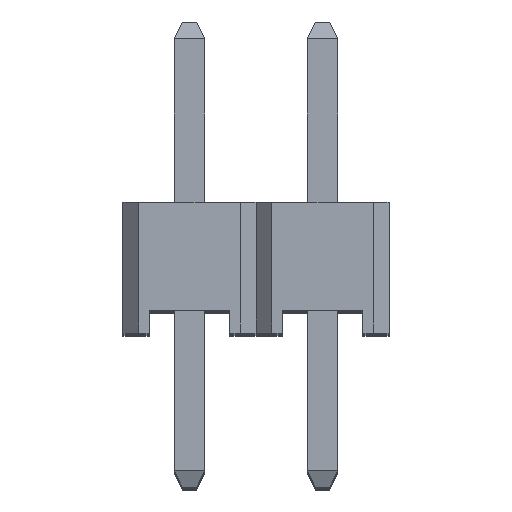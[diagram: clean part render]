
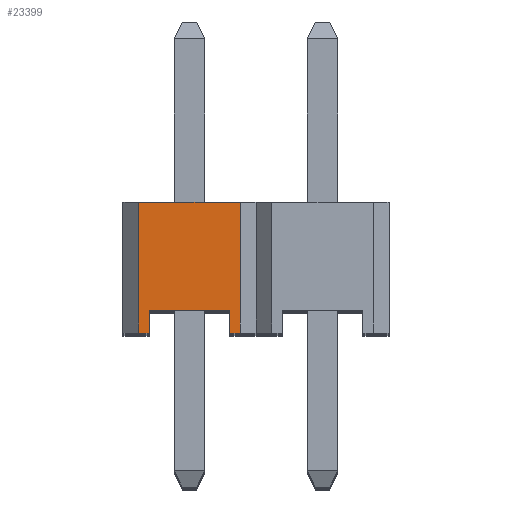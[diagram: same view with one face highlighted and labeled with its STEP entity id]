
A CAD part, top view. The second image highlights one B-rep face of the part: STEP entity #23399.
In plain terms, the highlighted planar face has unit normal (0, 0, 1).
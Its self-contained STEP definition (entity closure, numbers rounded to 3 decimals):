
#637 = CARTESIAN_POINT ( 'NONE',  ( 2.04, 0., 30.48 ) ) ;
#864 = ORIENTED_EDGE ( 'NONE', *, *, #8319, .T. ) ;
#1036 = DIRECTION ( 'NONE',  ( 0., -1., 0. ) ) ;
#2217 = EDGE_CURVE ( 'NONE', #10988, #5803, #16390, .T. ) ;
#2797 = DIRECTION ( 'NONE',  ( 1., 0., 0. ) ) ;
#3563 = EDGE_CURVE ( 'NONE', #5803, #18565, #27507, .T. ) ;
#4112 = CARTESIAN_POINT ( 'NONE',  ( 0.3, 2.5, 30.48 ) ) ;
#4290 = CARTESIAN_POINT ( 'NONE',  ( 0.3, 2.5, 30.48 ) ) ;
#4482 = CARTESIAN_POINT ( 'NONE',  ( 0.5, 0.44, 30.48 ) ) ;
#4704 = VECTOR ( 'NONE', #30567, 1000. ) ;
#5403 = PLANE ( 'NONE',  #27493 ) ;
#5803 = VERTEX_POINT ( 'NONE', #24662 ) ;
#5861 = CARTESIAN_POINT ( 'NONE',  ( 0.5, 0.44, 30.48 ) ) ;
#6761 = EDGE_CURVE ( 'NONE', #29107, #33661, #24729, .T. ) ;
#7652 = CARTESIAN_POINT ( 'NONE',  ( 0.3, 2.5, 30.48 ) ) ;
#8319 = EDGE_CURVE ( 'NONE', #33661, #25469, #8487, .T. ) ;
#8487 = LINE ( 'NONE', #16850, #35966 ) ;
#10308 = EDGE_CURVE ( 'NONE', #29107, #20642, #18703, .T. ) ;
#10988 = VERTEX_POINT ( 'NONE', #4290 ) ;
#11839 = DIRECTION ( 'NONE',  ( -1., 0., 0. ) ) ;
#12970 = DIRECTION ( 'NONE',  ( 1., 0., 0. ) ) ;
#13154 = CARTESIAN_POINT ( 'NONE',  ( 2.04, 0.44, 30.48 ) ) ;
#14277 = DIRECTION ( 'NONE',  ( 0., -1., 0. ) ) ;
#14534 = CARTESIAN_POINT ( 'NONE',  ( 2.24, 2.5, 30.48 ) ) ;
#15862 = ORIENTED_EDGE ( 'NONE', *, *, #3563, .T. ) ;
#16316 = VECTOR ( 'NONE', #2797, 1000. ) ;
#16390 = LINE ( 'NONE', #7652, #20821 ) ;
#16850 = CARTESIAN_POINT ( 'NONE',  ( 0.3, 0., 30.48 ) ) ;
#17072 = ORIENTED_EDGE ( 'NONE', *, *, #6761, .T. ) ;
#17487 = ORIENTED_EDGE ( 'NONE', *, *, #2217, .T. ) ;
#18115 = VECTOR ( 'NONE', #14277, 1000. ) ;
#18233 = CARTESIAN_POINT ( 'NONE',  ( 0.3, 2.5, 30.48 ) ) ;
#18565 = VERTEX_POINT ( 'NONE', #26791 ) ;
#18703 = LINE ( 'NONE', #4482, #28102 ) ;
#20113 = EDGE_LOOP ( 'NONE', ( #23002, #17072, #864, #21536, #35459, #17487, #15862, #24329 ) ) ;
#20545 = DIRECTION ( 'NONE',  ( 0., 0., -1. ) ) ;
#20642 = VERTEX_POINT ( 'NONE', #28819 ) ;
#20821 = VECTOR ( 'NONE', #24718, 1000. ) ;
#21536 = ORIENTED_EDGE ( 'NONE', *, *, #31736, .F. ) ;
#21899 = EDGE_CURVE ( 'NONE', #20642, #18565, #25128, .T. ) ;
#22010 = FACE_OUTER_BOUND ( 'NONE', #20113, .T. ) ;
#23002 = ORIENTED_EDGE ( 'NONE', *, *, #10308, .F. ) ;
#23399 = ADVANCED_FACE ( 'NONE', ( #22010 ), #5403, .F. ) ;
#24329 = ORIENTED_EDGE ( 'NONE', *, *, #21899, .F. ) ;
#24662 = CARTESIAN_POINT ( 'NONE',  ( 0.3, 0., 30.48 ) ) ;
#24718 = DIRECTION ( 'NONE',  ( 0., -1., 0. ) ) ;
#24729 = LINE ( 'NONE', #13154, #4704 ) ;
#25128 = LINE ( 'NONE', #5861, #18115 ) ;
#25235 = CARTESIAN_POINT ( 'NONE',  ( 2.24, 2.5, 30.48 ) ) ;
#25333 = CARTESIAN_POINT ( 'NONE',  ( 0.3, 0., 30.48 ) ) ;
#25469 = VERTEX_POINT ( 'NONE', #35854 ) ;
#25963 = LINE ( 'NONE', #25235, #35079 ) ;
#26676 = DIRECTION ( 'NONE',  ( -1., 0., 0. ) ) ;
#26791 = CARTESIAN_POINT ( 'NONE',  ( 0.5, 0., 30.48 ) ) ;
#27255 = VERTEX_POINT ( 'NONE', #14534 ) ;
#27493 = AXIS2_PLACEMENT_3D ( 'NONE', #4112, #20545, #11839 ) ;
#27507 = LINE ( 'NONE', #25333, #16316 ) ;
#27901 = DIRECTION ( 'NONE',  ( 1., 0., 0. ) ) ;
#28102 = VECTOR ( 'NONE', #26676, 1000. ) ;
#28503 = VECTOR ( 'NONE', #12970, 1000. ) ;
#28819 = CARTESIAN_POINT ( 'NONE',  ( 0.5, 0.44, 30.48 ) ) ;
#29008 = EDGE_CURVE ( 'NONE', #10988, #27255, #32018, .T. ) ;
#29107 = VERTEX_POINT ( 'NONE', #31096 ) ;
#30567 = DIRECTION ( 'NONE',  ( 0., -1., 0. ) ) ;
#31096 = CARTESIAN_POINT ( 'NONE',  ( 2.04, 0.44, 30.48 ) ) ;
#31736 = EDGE_CURVE ( 'NONE', #27255, #25469, #25963, .T. ) ;
#32018 = LINE ( 'NONE', #18233, #28503 ) ;
#33661 = VERTEX_POINT ( 'NONE', #637 ) ;
#35079 = VECTOR ( 'NONE', #1036, 1000. ) ;
#35459 = ORIENTED_EDGE ( 'NONE', *, *, #29008, .F. ) ;
#35854 = CARTESIAN_POINT ( 'NONE',  ( 2.24, 0., 30.48 ) ) ;
#35966 = VECTOR ( 'NONE', #27901, 1000. ) ;
